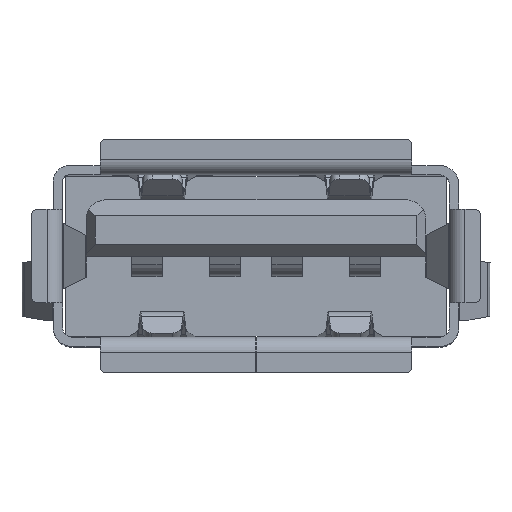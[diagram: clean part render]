
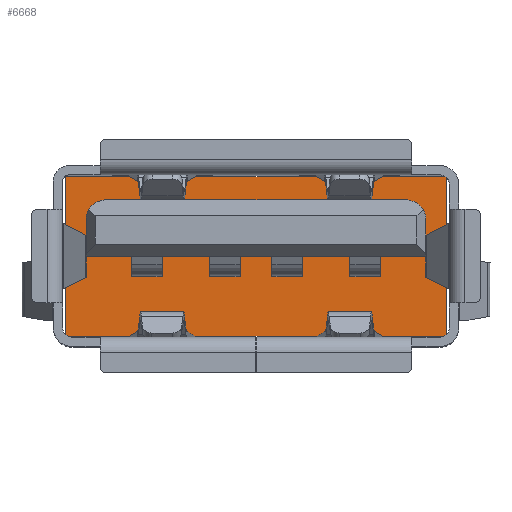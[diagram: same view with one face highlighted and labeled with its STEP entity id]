
A CAD part, top view. The second image highlights one B-rep face of the part: STEP entity #6668.
In plain terms, the highlighted planar face has unit normal (0, 0, 1).
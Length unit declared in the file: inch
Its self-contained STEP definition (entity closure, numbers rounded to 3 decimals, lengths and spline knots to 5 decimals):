
#245 = VECTOR ( 'NONE', #1095, 39.37008 ) ;
#335 = AXIS2_PLACEMENT_3D ( 'NONE', #2146, #11300, #14775 ) ;
#344 = VERTEX_POINT ( 'NONE', #6481 ) ;
#896 = CARTESIAN_POINT ( 'NONE',  ( -0.18937, -0.02953, 0. ) ) ;
#1095 = DIRECTION ( 'NONE',  ( 0., 1., 0. ) ) ;
#1222 = VECTOR ( 'NONE', #3902, 39.37008 ) ;
#1464 = VECTOR ( 'NONE', #14783, 39.37008 ) ;
#1989 = VERTEX_POINT ( 'NONE', #13324 ) ;
#2011 = CARTESIAN_POINT ( 'NONE',  ( 0.24016, 0., 0. ) ) ;
#2013 = VECTOR ( 'NONE', #14898, 39.37008 ) ;
#2138 = VERTEX_POINT ( 'NONE', #6006 ) ;
#2146 = CARTESIAN_POINT ( 'NONE',  ( 0.24016, -0.57955, 0. ) ) ;
#2206 = CARTESIAN_POINT ( 'NONE',  ( 0.24016, 0., 0. ) ) ;
#2355 = CARTESIAN_POINT ( 'NONE',  ( -0.24016, -0.57955, 0. ) ) ;
#2401 = CARTESIAN_POINT ( 'NONE',  ( -0.24016, 0., 0. ) ) ;
#2640 = VECTOR ( 'NONE', #7094, 39.37008 ) ;
#2838 = EDGE_LOOP ( 'NONE', ( #8194, #3373, #9242, #3934 ) ) ;
#2963 = ORIENTED_EDGE ( 'NONE', *, *, #12555, .F. ) ;
#3248 = VERTEX_POINT ( 'NONE', #2401 ) ;
#3259 = LINE ( 'NONE', #7347, #245 ) ;
#3373 = ORIENTED_EDGE ( 'NONE', *, *, #4017, .T. ) ;
#3391 = VERTEX_POINT ( 'NONE', #2206 ) ;
#3405 = FACE_OUTER_BOUND ( 'NONE', #2838, .T. ) ;
#3519 = CARTESIAN_POINT ( 'NONE',  ( 0.24016, -0.20079, 0. ) ) ;
#3696 = LINE ( 'NONE', #2355, #13976 ) ;
#3902 = DIRECTION ( 'NONE',  ( 0., 1., 0. ) ) ;
#3934 = ORIENTED_EDGE ( 'NONE', *, *, #10951, .T. ) ;
#3962 = EDGE_CURVE ( 'NONE', #1989, #3391, #3259, .T. ) ;
#4017 = EDGE_CURVE ( 'NONE', #3391, #3248, #5913, .T. ) ;
#4164 = CARTESIAN_POINT ( 'NONE',  ( -0.21457, -0.10039, 0. ) ) ;
#4276 = CIRCLE ( 'NONE', #14080, 0.0252 ) ;
#4450 = ORIENTED_EDGE ( 'NONE', *, *, #7237, .T. ) ;
#4656 = LINE ( 'NONE', #8660, #1464 ) ;
#4778 = LINE ( 'NONE', #3519, #2013 ) ;
#5153 = EDGE_CURVE ( 'NONE', #6933, #14890, #4276, .T. ) ;
#5326 = VERTEX_POINT ( 'NONE', #11045 ) ;
#5329 = DIRECTION ( 'NONE',  ( 0., 1., 0. ) ) ;
#5913 = LINE ( 'NONE', #2011, #2640 ) ;
#6006 = CARTESIAN_POINT ( 'NONE',  ( -0.24016, -0.20079, 0. ) ) ;
#6043 = CARTESIAN_POINT ( 'NONE',  ( 0.21457, -0.05472, 0. ) ) ;
#6384 = DIRECTION ( 'NONE',  ( 0., -1., 0. ) ) ;
#6481 = CARTESIAN_POINT ( 'NONE',  ( 0.21457, -0.10039, 0. ) ) ;
#6668 = ADVANCED_FACE ( 'NONE', ( #16282, #3405 ), #12281, .T. ) ;
#6761 = AXIS2_PLACEMENT_3D ( 'NONE', #14304, #12900, #5329 ) ;
#6933 = VERTEX_POINT ( 'NONE', #10395 ) ;
#7094 = DIRECTION ( 'NONE',  ( -1., 0., 0. ) ) ;
#7237 = EDGE_CURVE ( 'NONE', #12005, #6933, #11203, .T. ) ;
#7347 = CARTESIAN_POINT ( 'NONE',  ( 0.24016, -0.57955, 0. ) ) ;
#7641 = DIRECTION ( 'NONE',  ( 0., -1., 0. ) ) ;
#7650 = CARTESIAN_POINT ( 'NONE',  ( 0.18937, -0.05472, 0. ) ) ;
#7808 = ORIENTED_EDGE ( 'NONE', *, *, #5153, .T. ) ;
#8194 = ORIENTED_EDGE ( 'NONE', *, *, #3962, .T. ) ;
#8660 = CARTESIAN_POINT ( 'NONE',  ( 0.21457, -0.10039, 0. ) ) ;
#9038 = ORIENTED_EDGE ( 'NONE', *, *, #9671, .T. ) ;
#9074 = EDGE_CURVE ( 'NONE', #13227, #344, #4656, .T. ) ;
#9242 = ORIENTED_EDGE ( 'NONE', *, *, #15414, .T. ) ;
#9671 = EDGE_CURVE ( 'NONE', #14890, #344, #13943, .T. ) ;
#9977 = CARTESIAN_POINT ( 'NONE',  ( 0.21457, -0.57955, 0. ) ) ;
#10319 = ORIENTED_EDGE ( 'NONE', *, *, #10673, .T. ) ;
#10395 = CARTESIAN_POINT ( 'NONE',  ( 0.18937, -0.02953, 0. ) ) ;
#10673 = EDGE_CURVE ( 'NONE', #13227, #5326, #12614, .T. ) ;
#10951 = EDGE_CURVE ( 'NONE', #2138, #1989, #4778, .T. ) ;
#11008 = VECTOR ( 'NONE', #13853, 39.37008 ) ;
#11045 = CARTESIAN_POINT ( 'NONE',  ( -0.21457, -0.05472, 0. ) ) ;
#11203 = LINE ( 'NONE', #15004, #11008 ) ;
#11300 = DIRECTION ( 'NONE',  ( 0., 0., 1. ) ) ;
#12005 = VERTEX_POINT ( 'NONE', #896 ) ;
#12109 = ORIENTED_EDGE ( 'NONE', *, *, #9074, .F. ) ;
#12281 = PLANE ( 'NONE',  #335 ) ;
#12555 = EDGE_CURVE ( 'NONE', #12005, #5326, #13145, .T. ) ;
#12577 = DIRECTION ( 'NONE',  ( 0., -1., 0. ) ) ;
#12614 = LINE ( 'NONE', #12776, #1222 ) ;
#12699 = DIRECTION ( 'NONE',  ( 0., 0., -1. ) ) ;
#12776 = CARTESIAN_POINT ( 'NONE',  ( -0.21457, -0.57955, 0. ) ) ;
#12900 = DIRECTION ( 'NONE',  ( 0., 0., 1. ) ) ;
#13145 = CIRCLE ( 'NONE', #6761, 0.0252 ) ;
#13227 = VERTEX_POINT ( 'NONE', #4164 ) ;
#13258 = EDGE_LOOP ( 'NONE', ( #4450, #7808, #9038, #12109, #10319, #2963 ) ) ;
#13324 = CARTESIAN_POINT ( 'NONE',  ( 0.24016, -0.20079, 0. ) ) ;
#13853 = DIRECTION ( 'NONE',  ( 1., 0., 0. ) ) ;
#13943 = LINE ( 'NONE', #9977, #15790 ) ;
#13976 = VECTOR ( 'NONE', #12577, 39.37008 ) ;
#14080 = AXIS2_PLACEMENT_3D ( 'NONE', #7650, #12699, #6384 ) ;
#14304 = CARTESIAN_POINT ( 'NONE',  ( -0.18937, -0.05472, 0. ) ) ;
#14775 = DIRECTION ( 'NONE',  ( 0., -1., 0. ) ) ;
#14783 = DIRECTION ( 'NONE',  ( 1., 0., 0. ) ) ;
#14890 = VERTEX_POINT ( 'NONE', #6043 ) ;
#14898 = DIRECTION ( 'NONE',  ( 1., 0., 0. ) ) ;
#15004 = CARTESIAN_POINT ( 'NONE',  ( 0.24016, -0.02953, 0. ) ) ;
#15414 = EDGE_CURVE ( 'NONE', #3248, #2138, #3696, .T. ) ;
#15790 = VECTOR ( 'NONE', #7641, 39.37008 ) ;
#16282 = FACE_BOUND ( 'NONE', #13258, .T. ) ;
